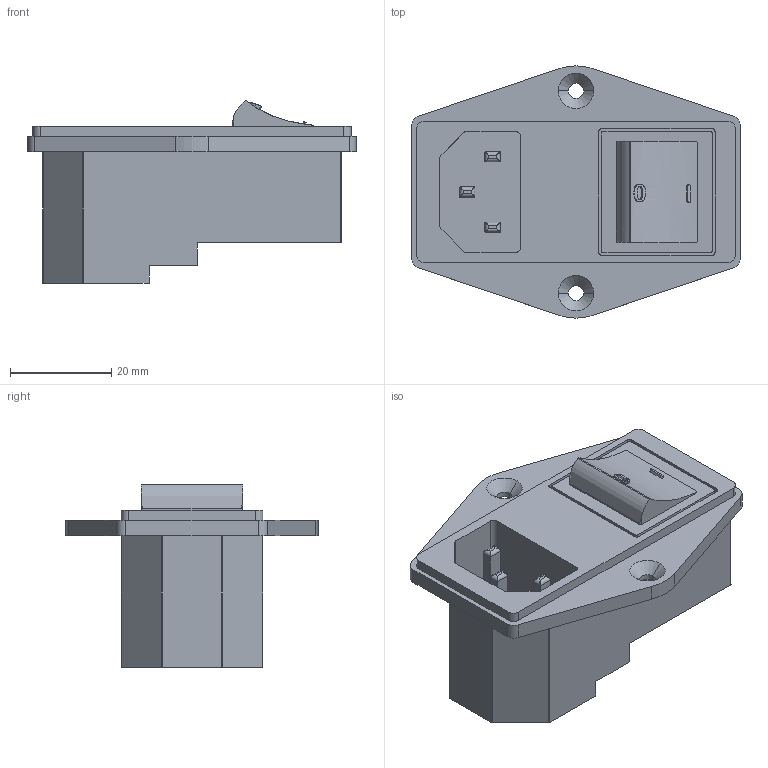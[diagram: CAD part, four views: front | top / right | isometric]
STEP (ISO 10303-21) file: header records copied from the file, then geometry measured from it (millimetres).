
FILE_DESCRIPTION (( 'STEP AP203' ), '1' );
FILE_NAME ('Plug IEC with Switch with Fuse.STEP', '2013-10-01T05:03:10', ( 'TanaExpress' ), ( '' ), 'SwSTEP 2.0', 'SolidWorks 2012', '' );
FILE_SCHEMA (( 'CONFIG_CONTROL_DESIGN' ));
Length unit declared in the file: millimetre
Products named in the file (1): Plug IEC with Switch with Fuse
Bounding box: 65 x 49.89 x 36.1 mm (x, y, z)
Volume: 39926.9 mm3; surface area: 12063.6 mm2
Topology: 1 solids, 1 shells, 162 faces, 416 edges, 256 vertices
Faces by surface type: plane 65, cylinder 62, bspline 31, cone 4
Entity records: 5871 total; most frequent: CARTESIAN_POINT 2098, ORIENTED_EDGE 808, DIRECTION 704, EDGE_CURVE 404, VERTEX_POINT 256, LINE 240, VECTOR 240, AXIS2_PLACEMENT_3D 232
